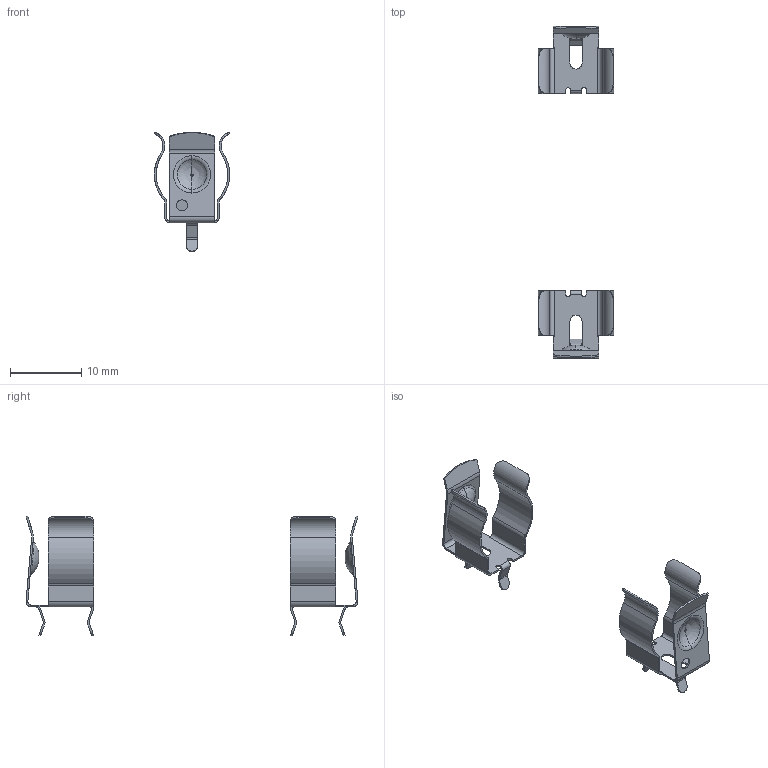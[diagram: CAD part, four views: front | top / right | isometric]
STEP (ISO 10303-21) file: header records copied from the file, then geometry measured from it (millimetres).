
FILE_DESCRIPTION(('FreeCAD Model'),'2;1');
FILE_NAME('Open CASCADE Shape Model','2023-11-05T08:13:19',( 'kicad StepUp'),('ksu MCAD'),'Open CASCADE STEP processor 7.6', 'FreeCAD','Unknown');
FILE_SCHEMA(('AUTOMOTIVE_DESIGN { 1 0 10303 214 1 1 1 1 }'));
Length unit declared in the file: millimetre
Products named in the file (1): BK-82_sp
Bounding box: 10.54 x 46.44 x 16.76 mm (x, y, z)
Volume: 161 mm3; surface area: 1341.3 mm2
Topology: 2 solids, 2 shells, 178 faces, 522 edges, 352 vertices
Faces by surface type: plane 84, cylinder 78, revolution 8, torus 8
Full cylindrical faces by diameter (mm): 1.57 x2
Entity records: 6269 total; most frequent: CARTESIAN_POINT 1287, DIRECTION 1078, ORIENTED_EDGE 1044, EDGE_CURVE 522, AXIS2_PLACEMENT_3D 395, VERTEX_POINT 352, LINE 280, VECTOR 280
